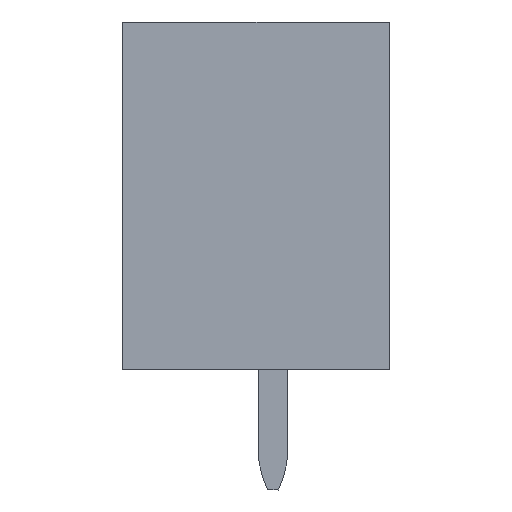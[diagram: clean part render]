
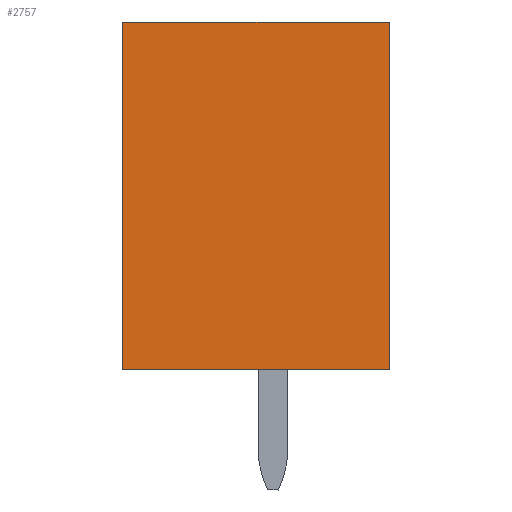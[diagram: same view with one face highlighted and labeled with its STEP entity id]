
A CAD part, left-side view. The second image highlights one B-rep face of the part: STEP entity #2757.
In plain terms, the highlighted planar face has unit normal (-1, 0, 0).
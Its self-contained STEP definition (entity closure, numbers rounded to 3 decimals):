
#2744=AXIS2_PLACEMENT_3D('Plane Axis2P3D',#2741,#2742,#2743) ;
#40=CARTESIAN_POINT('Vertex',(0.,0.,12.4)) ;
#45=CARTESIAN_POINT('Line Origine',(0.,0.,7.8)) ;
#49=CARTESIAN_POINT('Vertex',(0.,0.,3.2)) ;
#716=CARTESIAN_POINT('Vertex',(0.,7.07,12.4)) ;
#719=CARTESIAN_POINT('Line Origine',(0.,3.535,12.4)) ;
#2649=CARTESIAN_POINT('Vertex',(0.,7.07,3.2)) ;
#2652=CARTESIAN_POINT('Line Origine',(0.,7.07,7.8)) ;
#2741=CARTESIAN_POINT('Axis2P3D Location',(0.,0.,0.)) ;
#2746=CARTESIAN_POINT('Line Origine',(0.,3.535,3.2)) ;
#46=DIRECTION('Vector Direction',(0.,0.,-1.)) ;
#720=DIRECTION('Vector Direction',(0.,-1.,0.)) ;
#2653=DIRECTION('Vector Direction',(0.,0.,1.)) ;
#2742=DIRECTION('Axis2P3D Direction',(-1.,0.,0.)) ;
#2743=DIRECTION('Axis2P3D XDirection',(0.,0.,1.)) ;
#2747=DIRECTION('Vector Direction',(0.,1.,0.)) ;
#47=VECTOR('Line Direction',#46,1.) ;
#721=VECTOR('Line Direction',#720,1.) ;
#2654=VECTOR('Line Direction',#2653,1.) ;
#2748=VECTOR('Line Direction',#2747,1.) ;
#2752=ORIENTED_EDGE('',*,*,#2750,.T.) ;
#2753=ORIENTED_EDGE('',*,*,#51,.T.) ;
#2754=ORIENTED_EDGE('',*,*,#723,.T.) ;
#2755=ORIENTED_EDGE('',*,*,#2656,.T.) ;
#2757=ADVANCED_FACE('HOUSING',(#2756),#2745,.T.) ;
#51=EDGE_CURVE('',#50,#41,#48,.F.) ;
#723=EDGE_CURVE('',#41,#717,#722,.F.) ;
#2656=EDGE_CURVE('',#717,#2650,#2655,.F.) ;
#2750=EDGE_CURVE('',#2650,#50,#2749,.F.) ;
#2751=EDGE_LOOP('',(#2752,#2753,#2754,#2755)) ;
#2756=FACE_OUTER_BOUND('',#2751,.T.) ;
#48=LINE('Line',#45,#47) ;
#722=LINE('Line',#719,#721) ;
#2655=LINE('Line',#2652,#2654) ;
#2749=LINE('Line',#2746,#2748) ;
#2745=PLANE('',#2744) ;
#41=VERTEX_POINT('',#40) ;
#50=VERTEX_POINT('',#49) ;
#717=VERTEX_POINT('',#716) ;
#2650=VERTEX_POINT('',#2649) ;
